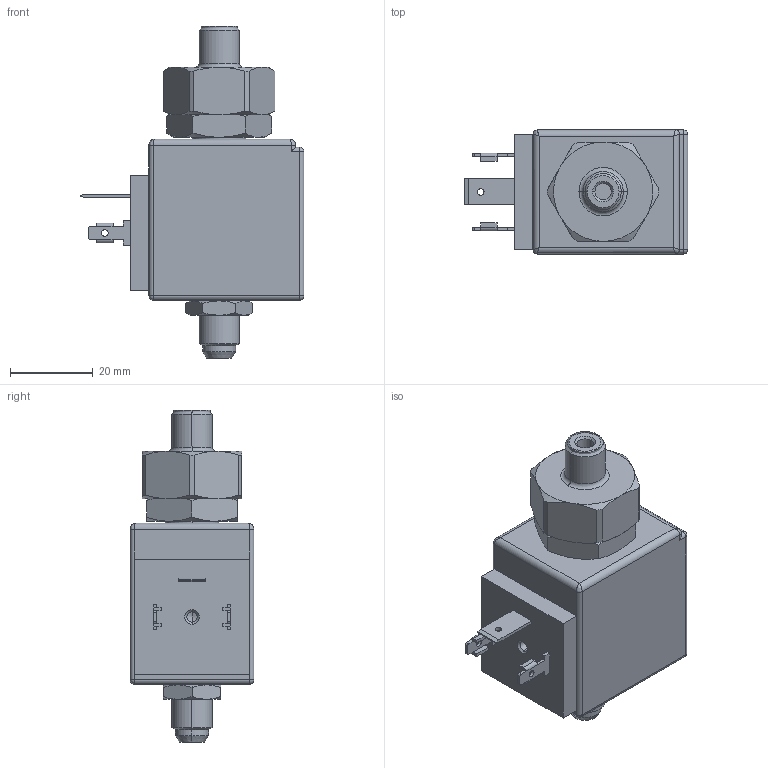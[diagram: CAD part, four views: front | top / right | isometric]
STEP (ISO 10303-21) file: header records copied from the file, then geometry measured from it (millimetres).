
FILE_DESCRIPTION((''),'2;1');
FILE_NAME('21M0AV25_BDA_INGOMBRO_ASM','2009-07-07T',('romeri'),('O.D.E.'),'PRO/ENGINEER BY PARAMETRIC TECHNOLOGY CORPORATION, 2005450','PRO/ENGINEER BY PARAMETRIC TECHNOLOGY CORPORATION, 2005450','');
FILE_SCHEMA(('CONFIG_CONTROL_DESIGN'));
Length unit declared in the file: millimetre
Products named in the file (6): 4500M0_INGOMBRO; 450864_INGOMBRO; BOBINA_8_W_INGOMBRO; 450145; 450146; 21M0AV25_BDA_INGOMBRO_ASM
Assembly tree (5 placements, depth 2):
  21M0AV25_BDA_INGOMBRO_ASM
    4500M0_INGOMBRO
    450864_INGOMBRO
    BOBINA_8_W_INGOMBRO
    450145
    450146
Bounding box: 54.15 x 30 x 80.43 mm (x, y, z)
Volume: 46887.4 mm3; surface area: 22706.6 mm2
Topology: 5 solids, 14 shells, 322 faces, 740 edges, 457 vertices
Faces by surface type: plane 140, cylinder 98, cone 63, torus 10, sphere 6, bspline 5
Entity records: 12951 total; most frequent: CARTESIAN_POINT 2396, DIRECTION 1572, ORIENTED_EDGE 1464, EDGE_CURVE 738, PRESENTATION_STYLE_ASSIGNMENT 676, STYLED_ITEM 610, AXIS2_PLACEMENT_3D 600, CURVE_STYLE 496
